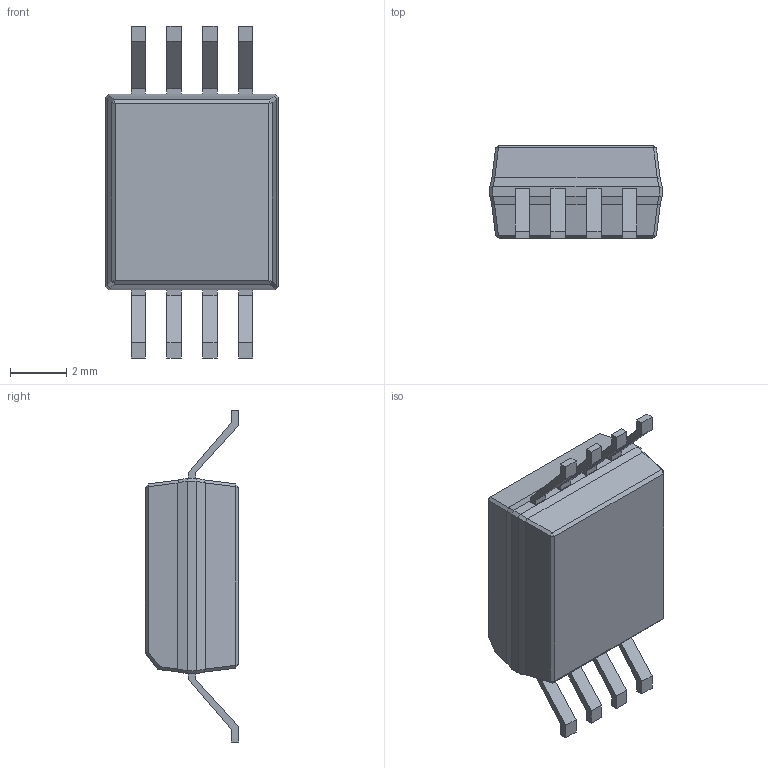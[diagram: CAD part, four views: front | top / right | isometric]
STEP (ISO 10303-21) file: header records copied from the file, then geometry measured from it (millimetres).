
FILE_DESCRIPTION (( 'STEP AP214' ), '1' );
FILE_NAME ('STRETCHED_SO8.STEP', '2013-10-10T12:54:02', ( '' ), ( '' ), 'SwSTEP 2.0', 'SolidWorks 2011', '' );
FILE_SCHEMA (( 'AUTOMOTIVE_DESIGN' ));
Length unit declared in the file: millimetre
Products named in the file (1): STRETCHED_SO8
Bounding box: 6.1 x 3.31 x 11.77 mm (x, y, z)
Volume: 132.9 mm3; surface area: 189.2 mm2
Topology: 1 solids, 1 shells, 133 faces, 348 edges, 226 vertices
Faces by surface type: plane 131, cylinder 2
Entity records: 4808 total; most frequent: CARTESIAN_POINT 708, ORIENTED_EDGE 696, DIRECTION 620, EDGE_CURVE 348, LINE 344, VECTOR 344, VERTEX_POINT 226, EDGE_LOOP 142
